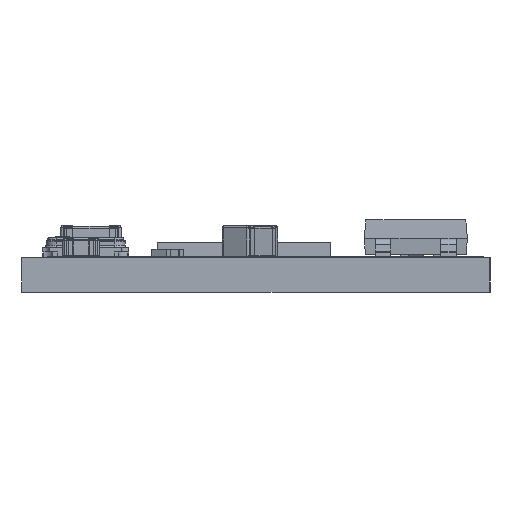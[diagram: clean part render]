
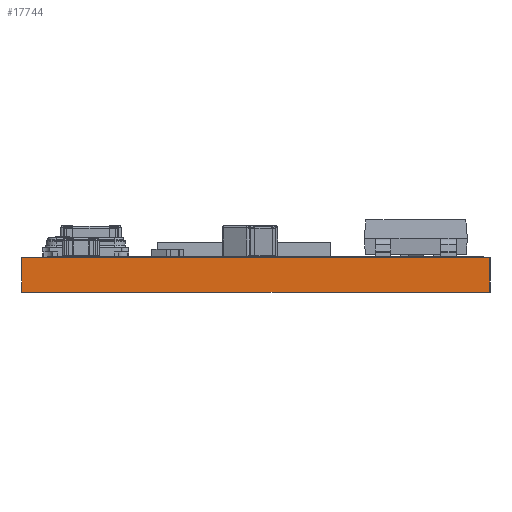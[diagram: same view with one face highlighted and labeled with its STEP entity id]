
A CAD part, left-side view. The second image highlights one B-rep face of the part: STEP entity #17744.
In plain terms, the highlighted planar face has unit normal (-1, 0, 0).
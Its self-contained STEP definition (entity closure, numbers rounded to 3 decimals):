
#2326=FACE_OUTER_BOUND('',#3399,.T.);
#3399=EDGE_LOOP('',(#15501,#15502,#15503,#15504));
#5180=LINE('',#29391,#7093);
#5181=LINE('',#29394,#7094);
#5182=LINE('',#29396,#7095);
#5183=LINE('',#29397,#7096);
#7093=VECTOR('',#23676,10.);
#7094=VECTOR('',#23679,10.);
#7095=VECTOR('',#23680,10.);
#7096=VECTOR('',#23681,10.);
#8702=VERTEX_POINT('',#29387);
#8703=VERTEX_POINT('',#29389);
#8704=VERTEX_POINT('',#29393);
#8705=VERTEX_POINT('',#29395);
#11018=EDGE_CURVE('',#8702,#8703,#5180,.T.);
#11019=EDGE_CURVE('',#8704,#8702,#5181,.T.);
#11020=EDGE_CURVE('',#8705,#8703,#5182,.T.);
#11021=EDGE_CURVE('',#8704,#8705,#5183,.T.);
#15501=ORIENTED_EDGE('',*,*,#11019,.T.);
#15502=ORIENTED_EDGE('',*,*,#11018,.T.);
#15503=ORIENTED_EDGE('',*,*,#11020,.F.);
#15504=ORIENTED_EDGE('',*,*,#11021,.F.);
#16748=PLANE('',#19271);
#17744=ADVANCED_FACE('',(#2326),#16748,.T.);
#19271=AXIS2_PLACEMENT_3D('',#29392,#23677,#23678);
#23676=DIRECTION('',(0.,0.,-1.));
#23677=DIRECTION('center_axis',(-1.,0.,0.));
#23678=DIRECTION('ref_axis',(0.,1.,0.));
#23679=DIRECTION('',(0.,1.,0.));
#23680=DIRECTION('',(0.,1.,0.));
#23681=DIRECTION('',(0.,0.,-1.));
#29387=CARTESIAN_POINT('',(0.,7.,0.));
#29389=CARTESIAN_POINT('',(0.,7.,-1.));
#29391=CARTESIAN_POINT('',(0.,7.,0.));
#29392=CARTESIAN_POINT('Origin',(0.,-6.6,0.));
#29393=CARTESIAN_POINT('',(0.,-6.6,0.));
#29394=CARTESIAN_POINT('',(0.,-6.6,0.));
#29395=CARTESIAN_POINT('',(0.,-6.6,-1.));
#29396=CARTESIAN_POINT('',(0.,-6.6,-1.));
#29397=CARTESIAN_POINT('',(0.,-6.6,0.));
